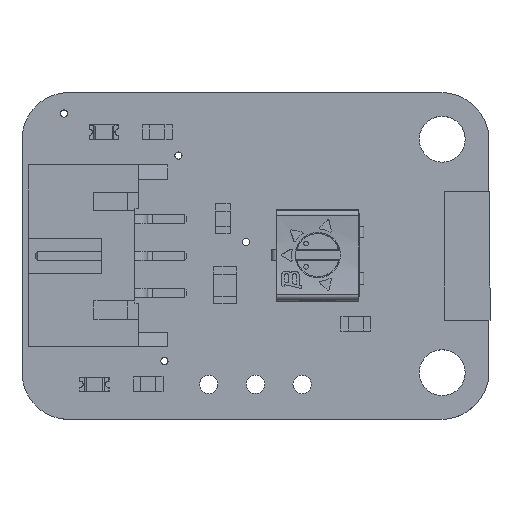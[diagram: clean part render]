
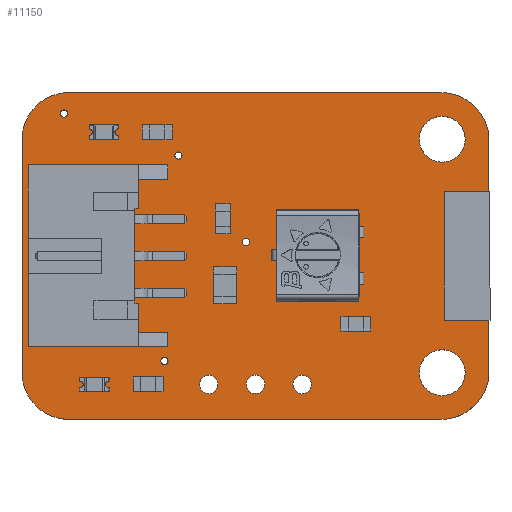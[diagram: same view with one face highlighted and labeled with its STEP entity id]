
A CAD part, top view. The second image highlights one B-rep face of the part: STEP entity #11150.
In plain terms, the highlighted planar face has unit normal (0, 0, 1).
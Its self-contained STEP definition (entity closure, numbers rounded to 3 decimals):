
#202=FACE_BOUND('',#1383,.T.);
#203=FACE_BOUND('',#1384,.T.);
#204=FACE_BOUND('',#1385,.T.);
#205=FACE_BOUND('',#1386,.T.);
#206=FACE_BOUND('',#1387,.T.);
#207=FACE_BOUND('',#1388,.T.);
#208=FACE_BOUND('',#1389,.T.);
#209=FACE_BOUND('',#1390,.T.);
#210=FACE_BOUND('',#1391,.T.);
#211=FACE_BOUND('',#1392,.T.);
#212=FACE_BOUND('',#1393,.T.);
#213=FACE_BOUND('',#1394,.T.);
#214=FACE_BOUND('',#1395,.T.);
#215=FACE_BOUND('',#1396,.T.);
#216=FACE_BOUND('',#1397,.T.);
#217=FACE_BOUND('',#1398,.T.);
#218=FACE_BOUND('',#1399,.T.);
#275=PLANE('',#11903);
#771=FACE_OUTER_BOUND('',#1382,.T.);
#1382=EDGE_LOOP('',(#7759,#7760,#7761,#7762,#7763,#7764,#7765,#7766));
#1383=EDGE_LOOP('',(#7767));
#1384=EDGE_LOOP('',(#7768));
#1385=EDGE_LOOP('',(#7769));
#1386=EDGE_LOOP('',(#7770));
#1387=EDGE_LOOP('',(#7771));
#1388=EDGE_LOOP('',(#7772));
#1389=EDGE_LOOP('',(#7773));
#1390=EDGE_LOOP('',(#7774));
#1391=EDGE_LOOP('',(#7775));
#1392=EDGE_LOOP('',(#7776));
#1393=EDGE_LOOP('',(#7777));
#1394=EDGE_LOOP('',(#7778));
#1395=EDGE_LOOP('',(#7779));
#1396=EDGE_LOOP('',(#7780));
#1397=EDGE_LOOP('',(#7781));
#1398=EDGE_LOOP('',(#7782));
#1399=EDGE_LOOP('',(#7783));
#2056=LINE('',#15840,#3395);
#2060=LINE('',#15852,#3399);
#2064=LINE('',#15864,#3403);
#2068=LINE('',#15876,#3407);
#3395=VECTOR('',#12813,10.);
#3399=VECTOR('',#12825,10.);
#3403=VECTOR('',#12837,10.);
#3407=VECTOR('',#12849,10.);
#4716=CIRCLE('',#11838,0.3);
#4718=CIRCLE('',#11841,0.3);
#4720=CIRCLE('',#11844,0.5);
#4722=CIRCLE('',#11847,0.5);
#4724=CIRCLE('',#11850,0.5);
#4726=CIRCLE('',#11853,1.25);
#4728=CIRCLE('',#11856,0.197);
#4730=CIRCLE('',#11859,0.197);
#4732=CIRCLE('',#11862,0.197);
#4734=CIRCLE('',#11865,0.197);
#4736=CIRCLE('',#11868,1.25);
#4738=CIRCLE('',#11871,0.5);
#4740=CIRCLE('',#11874,0.197);
#4742=CIRCLE('',#11877,0.5);
#4744=CIRCLE('',#11880,0.5);
#4746=CIRCLE('',#11883,0.3);
#4748=CIRCLE('',#11886,0.3);
#4750=CIRCLE('',#11890,2.604);
#4752=CIRCLE('',#11894,2.604);
#4754=CIRCLE('',#11898,2.54);
#4756=CIRCLE('',#11902,2.54);
#4938=VERTEX_POINT('',#15734);
#4940=VERTEX_POINT('',#15740);
#4942=VERTEX_POINT('',#15746);
#4944=VERTEX_POINT('',#15752);
#4946=VERTEX_POINT('',#15758);
#4948=VERTEX_POINT('',#15764);
#4950=VERTEX_POINT('',#15770);
#4952=VERTEX_POINT('',#15776);
#4954=VERTEX_POINT('',#15782);
#4956=VERTEX_POINT('',#15788);
#4958=VERTEX_POINT('',#15794);
#4960=VERTEX_POINT('',#15800);
#4962=VERTEX_POINT('',#15806);
#4964=VERTEX_POINT('',#15812);
#4966=VERTEX_POINT('',#15818);
#4968=VERTEX_POINT('',#15824);
#4970=VERTEX_POINT('',#15830);
#4973=VERTEX_POINT('',#15837);
#4974=VERTEX_POINT('',#15839);
#4976=VERTEX_POINT('',#15845);
#4978=VERTEX_POINT('',#15851);
#4980=VERTEX_POINT('',#15857);
#4982=VERTEX_POINT('',#15863);
#4984=VERTEX_POINT('',#15869);
#4986=VERTEX_POINT('',#15875);
#6020=EDGE_CURVE('',#4938,#4938,#4716,.T.);
#6023=EDGE_CURVE('',#4940,#4940,#4718,.T.);
#6026=EDGE_CURVE('',#4942,#4942,#4720,.T.);
#6029=EDGE_CURVE('',#4944,#4944,#4722,.T.);
#6032=EDGE_CURVE('',#4946,#4946,#4724,.T.);
#6035=EDGE_CURVE('',#4948,#4948,#4726,.T.);
#6038=EDGE_CURVE('',#4950,#4950,#4728,.T.);
#6041=EDGE_CURVE('',#4952,#4952,#4730,.T.);
#6044=EDGE_CURVE('',#4954,#4954,#4732,.T.);
#6047=EDGE_CURVE('',#4956,#4956,#4734,.T.);
#6050=EDGE_CURVE('',#4958,#4958,#4736,.T.);
#6053=EDGE_CURVE('',#4960,#4960,#4738,.T.);
#6056=EDGE_CURVE('',#4962,#4962,#4740,.T.);
#6059=EDGE_CURVE('',#4964,#4964,#4742,.T.);
#6062=EDGE_CURVE('',#4966,#4966,#4744,.T.);
#6065=EDGE_CURVE('',#4968,#4968,#4746,.T.);
#6068=EDGE_CURVE('',#4970,#4970,#4748,.T.);
#6071=EDGE_CURVE('',#4974,#4973,#2056,.T.);
#6074=EDGE_CURVE('',#4976,#4974,#4750,.T.);
#6077=EDGE_CURVE('',#4978,#4976,#2060,.T.);
#6080=EDGE_CURVE('',#4980,#4978,#4752,.T.);
#6083=EDGE_CURVE('',#4982,#4980,#2064,.T.);
#6086=EDGE_CURVE('',#4984,#4982,#4754,.T.);
#6089=EDGE_CURVE('',#4986,#4984,#2068,.T.);
#6092=EDGE_CURVE('',#4973,#4986,#4756,.T.);
#7759=ORIENTED_EDGE('',*,*,#6092,.T.);
#7760=ORIENTED_EDGE('',*,*,#6089,.T.);
#7761=ORIENTED_EDGE('',*,*,#6086,.T.);
#7762=ORIENTED_EDGE('',*,*,#6083,.T.);
#7763=ORIENTED_EDGE('',*,*,#6080,.T.);
#7764=ORIENTED_EDGE('',*,*,#6077,.T.);
#7765=ORIENTED_EDGE('',*,*,#6074,.T.);
#7766=ORIENTED_EDGE('',*,*,#6071,.T.);
#7767=ORIENTED_EDGE('',*,*,#6020,.T.);
#7768=ORIENTED_EDGE('',*,*,#6023,.T.);
#7769=ORIENTED_EDGE('',*,*,#6026,.T.);
#7770=ORIENTED_EDGE('',*,*,#6029,.T.);
#7771=ORIENTED_EDGE('',*,*,#6032,.T.);
#7772=ORIENTED_EDGE('',*,*,#6035,.T.);
#7773=ORIENTED_EDGE('',*,*,#6038,.T.);
#7774=ORIENTED_EDGE('',*,*,#6041,.T.);
#7775=ORIENTED_EDGE('',*,*,#6044,.T.);
#7776=ORIENTED_EDGE('',*,*,#6047,.T.);
#7777=ORIENTED_EDGE('',*,*,#6050,.T.);
#7778=ORIENTED_EDGE('',*,*,#6053,.T.);
#7779=ORIENTED_EDGE('',*,*,#6056,.T.);
#7780=ORIENTED_EDGE('',*,*,#6059,.T.);
#7781=ORIENTED_EDGE('',*,*,#6062,.T.);
#7782=ORIENTED_EDGE('',*,*,#6065,.T.);
#7783=ORIENTED_EDGE('',*,*,#6068,.T.);
#11150=ADVANCED_FACE('',(#771,#202,#203,#204,#205,#206,#207,#208,#209,#210,
#211,#212,#213,#214,#215,#216,#217,#218),#275,.T.);
#11838=AXIS2_PLACEMENT_3D('',#15736,#12695,#12696);
#11841=AXIS2_PLACEMENT_3D('',#15742,#12702,#12703);
#11844=AXIS2_PLACEMENT_3D('',#15748,#12709,#12710);
#11847=AXIS2_PLACEMENT_3D('',#15754,#12716,#12717);
#11850=AXIS2_PLACEMENT_3D('',#15760,#12723,#12724);
#11853=AXIS2_PLACEMENT_3D('',#15766,#12730,#12731);
#11856=AXIS2_PLACEMENT_3D('',#15772,#12737,#12738);
#11859=AXIS2_PLACEMENT_3D('',#15778,#12744,#12745);
#11862=AXIS2_PLACEMENT_3D('',#15784,#12751,#12752);
#11865=AXIS2_PLACEMENT_3D('',#15790,#12758,#12759);
#11868=AXIS2_PLACEMENT_3D('',#15796,#12765,#12766);
#11871=AXIS2_PLACEMENT_3D('',#15802,#12772,#12773);
#11874=AXIS2_PLACEMENT_3D('',#15808,#12779,#12780);
#11877=AXIS2_PLACEMENT_3D('',#15814,#12786,#12787);
#11880=AXIS2_PLACEMENT_3D('',#15820,#12793,#12794);
#11883=AXIS2_PLACEMENT_3D('',#15826,#12800,#12801);
#11886=AXIS2_PLACEMENT_3D('',#15832,#12807,#12808);
#11890=AXIS2_PLACEMENT_3D('',#15846,#12819,#12820);
#11894=AXIS2_PLACEMENT_3D('',#15858,#12831,#12832);
#11898=AXIS2_PLACEMENT_3D('',#15870,#12843,#12844);
#11902=AXIS2_PLACEMENT_3D('',#15880,#12855,#12856);
#11903=AXIS2_PLACEMENT_3D('',#15881,#12857,#12858);
#12695=DIRECTION('center_axis',(0.,0.,-1.));
#12696=DIRECTION('ref_axis',(1.,0.,0.));
#12702=DIRECTION('center_axis',(0.,0.,-1.));
#12703=DIRECTION('ref_axis',(1.,0.,0.));
#12709=DIRECTION('center_axis',(0.,0.,-1.));
#12710=DIRECTION('ref_axis',(1.,0.,0.));
#12716=DIRECTION('center_axis',(0.,0.,-1.));
#12717=DIRECTION('ref_axis',(1.,0.,0.));
#12723=DIRECTION('center_axis',(0.,0.,-1.));
#12724=DIRECTION('ref_axis',(1.,0.,0.));
#12730=DIRECTION('center_axis',(0.,0.,-1.));
#12731=DIRECTION('ref_axis',(1.,0.,0.));
#12737=DIRECTION('center_axis',(0.,0.,-1.));
#12738=DIRECTION('ref_axis',(1.,0.,0.));
#12744=DIRECTION('center_axis',(0.,0.,-1.));
#12745=DIRECTION('ref_axis',(1.,0.,0.));
#12751=DIRECTION('center_axis',(0.,0.,-1.));
#12752=DIRECTION('ref_axis',(1.,0.,0.));
#12758=DIRECTION('center_axis',(0.,0.,-1.));
#12759=DIRECTION('ref_axis',(1.,0.,0.));
#12765=DIRECTION('center_axis',(0.,0.,-1.));
#12766=DIRECTION('ref_axis',(1.,0.,0.));
#12772=DIRECTION('center_axis',(0.,0.,-1.));
#12773=DIRECTION('ref_axis',(1.,0.,0.));
#12779=DIRECTION('center_axis',(0.,0.,-1.));
#12780=DIRECTION('ref_axis',(1.,0.,0.));
#12786=DIRECTION('center_axis',(0.,0.,-1.));
#12787=DIRECTION('ref_axis',(1.,0.,0.));
#12793=DIRECTION('center_axis',(0.,0.,-1.));
#12794=DIRECTION('ref_axis',(1.,0.,0.));
#12800=DIRECTION('center_axis',(0.,0.,-1.));
#12801=DIRECTION('ref_axis',(1.,0.,0.));
#12807=DIRECTION('center_axis',(0.,0.,-1.));
#12808=DIRECTION('ref_axis',(1.,0.,0.));
#12813=DIRECTION('',(-1.,0.,0.));
#12819=DIRECTION('center_axis',(0.,0.,1.));
#12820=DIRECTION('ref_axis',(1.,0.024,0.));
#12825=DIRECTION('',(0.,1.,0.));
#12831=DIRECTION('center_axis',(0.,0.,1.));
#12832=DIRECTION('ref_axis',(-0.024,-1.,0.));
#12837=DIRECTION('',(1.,0.,0.));
#12843=DIRECTION('center_axis',(0.,0.,1.));
#12844=DIRECTION('ref_axis',(-1.,0.,0.));
#12849=DIRECTION('',(0.,-1.,0.));
#12855=DIRECTION('center_axis',(0.,0.,1.));
#12856=DIRECTION('ref_axis',(0.,1.,0.));
#12857=DIRECTION('center_axis',(0.,0.,1.));
#12858=DIRECTION('ref_axis',(1.,0.,0.));
#15734=CARTESIAN_POINT('',(23.703,10.06,1.57));
#15736=CARTESIAN_POINT('Origin',(24.003,10.06,1.57));
#15740=CARTESIAN_POINT('',(23.703,6.35,1.57));
#15742=CARTESIAN_POINT('Origin',(24.003,6.35,1.57));
#15746=CARTESIAN_POINT('',(12.2,1.905,1.57));
#15748=CARTESIAN_POINT('Origin',(12.7,1.905,1.57));
#15752=CARTESIAN_POINT('',(2.167,6.35,1.57));
#15754=CARTESIAN_POINT('Origin',(2.667,6.35,1.57));
#15758=CARTESIAN_POINT('',(2.167,8.89,1.57));
#15760=CARTESIAN_POINT('Origin',(2.667,8.89,1.57));
#15764=CARTESIAN_POINT('',(21.61,15.24,1.57));
#15766=CARTESIAN_POINT('Origin',(22.86,15.24,1.57));
#15770=CARTESIAN_POINT('',(7.55,3.175,1.57));
#15772=CARTESIAN_POINT('Origin',(7.747,3.175,1.57));
#15776=CARTESIAN_POINT('',(11.995,9.652,1.57));
#15778=CARTESIAN_POINT('Origin',(12.192,9.652,1.57));
#15782=CARTESIAN_POINT('',(16.313,8.89,1.57));
#15784=CARTESIAN_POINT('Origin',(16.51,8.89,1.57));
#15788=CARTESIAN_POINT('',(8.312,14.351,1.57));
#15790=CARTESIAN_POINT('Origin',(8.509,14.351,1.57));
#15794=CARTESIAN_POINT('',(21.61,2.54,1.57));
#15796=CARTESIAN_POINT('Origin',(22.86,2.54,1.57));
#15800=CARTESIAN_POINT('',(2.167,11.43,1.57));
#15802=CARTESIAN_POINT('Origin',(2.667,11.43,1.57));
#15806=CARTESIAN_POINT('',(2.089,16.637,1.57));
#15808=CARTESIAN_POINT('Origin',(2.286,16.637,1.57));
#15812=CARTESIAN_POINT('',(9.66,1.905,1.57));
#15814=CARTESIAN_POINT('Origin',(10.16,1.905,1.57));
#15818=CARTESIAN_POINT('',(14.74,1.905,1.57));
#15820=CARTESIAN_POINT('Origin',(15.24,1.905,1.57));
#15824=CARTESIAN_POINT('',(23.703,7.72,1.57));
#15826=CARTESIAN_POINT('Origin',(24.003,7.72,1.57));
#15830=CARTESIAN_POINT('',(23.703,11.43,1.57));
#15832=CARTESIAN_POINT('Origin',(24.003,11.43,1.57));
#15837=CARTESIAN_POINT('',(2.54,17.78,1.57));
#15839=CARTESIAN_POINT('',(22.733,17.78,1.57));
#15840=CARTESIAN_POINT('',(22.733,17.78,1.57));
#15845=CARTESIAN_POINT('',(25.4,15.24,1.57));
#15846=CARTESIAN_POINT('Origin',(22.797,15.177,1.57));
#15851=CARTESIAN_POINT('',(25.4,2.54,1.57));
#15852=CARTESIAN_POINT('',(25.4,2.54,1.57));
#15857=CARTESIAN_POINT('',(22.733,0.,1.57));
#15858=CARTESIAN_POINT('Origin',(22.797,2.604,1.57));
#15863=CARTESIAN_POINT('',(2.54,0.,1.57));
#15864=CARTESIAN_POINT('',(2.54,0.,1.57));
#15869=CARTESIAN_POINT('',(0.,2.54,1.57));
#15870=CARTESIAN_POINT('Origin',(2.54,2.54,1.57));
#15875=CARTESIAN_POINT('',(0.,15.24,1.57));
#15876=CARTESIAN_POINT('',(0.,15.24,1.57));
#15880=CARTESIAN_POINT('Origin',(2.54,15.24,1.57));
#15881=CARTESIAN_POINT('Origin',(12.7,8.89,1.57));
